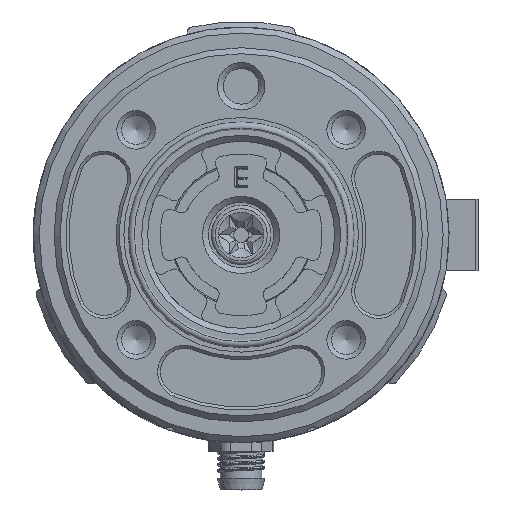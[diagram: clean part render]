
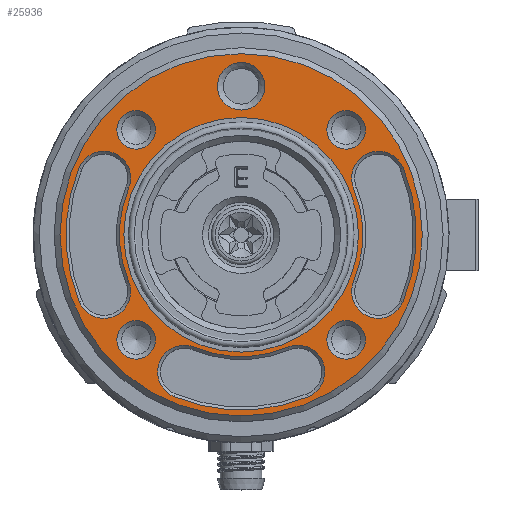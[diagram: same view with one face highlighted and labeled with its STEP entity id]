
A CAD part, top view. The second image highlights one B-rep face of the part: STEP entity #25936.
In plain terms, the highlighted planar face has unit normal (0, 0, 1).
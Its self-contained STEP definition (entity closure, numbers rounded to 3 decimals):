
#472=FACE_BOUND('',#4559,.T.);
#473=FACE_BOUND('',#4560,.T.);
#474=FACE_BOUND('',#4561,.T.);
#475=FACE_BOUND('',#4562,.T.);
#476=FACE_BOUND('',#4563,.T.);
#477=FACE_BOUND('',#4564,.T.);
#478=FACE_BOUND('',#4565,.T.);
#479=FACE_BOUND('',#4566,.T.);
#480=FACE_BOUND('',#4567,.T.);
#1000=CIRCLE('',#28136,20.5);
#1002=CIRCLE('',#28139,4.5);
#1004=CIRCLE('',#28142,29.5);
#1006=CIRCLE('',#28145,4.5);
#1010=CIRCLE('',#28152,30.5);
#1011=CIRCLE('',#28153,20.5);
#1012=CIRCLE('',#28154,4.5);
#1013=CIRCLE('',#28155,29.5);
#1014=CIRCLE('',#28156,4.5);
#1015=CIRCLE('',#28157,3.25);
#1016=CIRCLE('',#28158,3.25);
#1017=CIRCLE('',#28159,3.25);
#1018=CIRCLE('',#28160,3.25);
#1019=CIRCLE('',#28161,3.25);
#1020=CIRCLE('',#28162,3.25);
#1021=CIRCLE('',#28163,3.25);
#1022=CIRCLE('',#28164,3.25);
#1023=CIRCLE('',#28165,4.);
#1024=CIRCLE('',#28166,4.);
#1025=CIRCLE('',#28167,19.75);
#1026=CIRCLE('',#28168,20.5);
#1027=CIRCLE('',#28169,4.5);
#1028=CIRCLE('',#28170,29.5);
#1029=CIRCLE('',#28171,4.5);
#3045=FACE_OUTER_BOUND('',#4558,.T.);
#4558=EDGE_LOOP('',(#19316));
#4559=EDGE_LOOP('',(#19317,#19318,#19319,#19320));
#4560=EDGE_LOOP('',(#19321,#19322));
#4561=EDGE_LOOP('',(#19323,#19324));
#4562=EDGE_LOOP('',(#19325,#19326));
#4563=EDGE_LOOP('',(#19327,#19328));
#4564=EDGE_LOOP('',(#19329,#19330));
#4565=EDGE_LOOP('',(#19331));
#4566=EDGE_LOOP('',(#19332,#19333,#19334,#19335));
#4567=EDGE_LOOP('',(#19336,#19337,#19338,#19339));
#11209=VERTEX_POINT('',#41351);
#11210=VERTEX_POINT('',#41353);
#11213=VERTEX_POINT('',#41360);
#11215=VERTEX_POINT('',#41366);
#11219=VERTEX_POINT('',#41384);
#11220=VERTEX_POINT('',#41386);
#11221=VERTEX_POINT('',#41387);
#11222=VERTEX_POINT('',#41389);
#11223=VERTEX_POINT('',#41391);
#11224=VERTEX_POINT('',#41394);
#11225=VERTEX_POINT('',#41395);
#11226=VERTEX_POINT('',#41398);
#11227=VERTEX_POINT('',#41399);
#11228=VERTEX_POINT('',#41402);
#11229=VERTEX_POINT('',#41403);
#11230=VERTEX_POINT('',#41406);
#11231=VERTEX_POINT('',#41407);
#11232=VERTEX_POINT('',#41410);
#11233=VERTEX_POINT('',#41411);
#11234=VERTEX_POINT('',#41414);
#11235=VERTEX_POINT('',#41416);
#11236=VERTEX_POINT('',#41417);
#11237=VERTEX_POINT('',#41419);
#11238=VERTEX_POINT('',#41421);
#14207=EDGE_CURVE('',#11209,#11210,#1000,.T.);
#14211=EDGE_CURVE('',#11213,#11209,#1002,.T.);
#14214=EDGE_CURVE('',#11215,#11213,#1004,.T.);
#14216=EDGE_CURVE('',#11210,#11215,#1006,.T.);
#14223=EDGE_CURVE('',#11219,#11219,#1010,.T.);
#14224=EDGE_CURVE('',#11220,#11221,#1011,.T.);
#14225=EDGE_CURVE('',#11222,#11220,#1012,.T.);
#14226=EDGE_CURVE('',#11223,#11222,#1013,.T.);
#14227=EDGE_CURVE('',#11221,#11223,#1014,.T.);
#14228=EDGE_CURVE('',#11224,#11225,#1015,.T.);
#14229=EDGE_CURVE('',#11225,#11224,#1016,.T.);
#14230=EDGE_CURVE('',#11226,#11227,#1017,.T.);
#14231=EDGE_CURVE('',#11227,#11226,#1018,.T.);
#14232=EDGE_CURVE('',#11228,#11229,#1019,.T.);
#14233=EDGE_CURVE('',#11229,#11228,#1020,.T.);
#14234=EDGE_CURVE('',#11230,#11231,#1021,.T.);
#14235=EDGE_CURVE('',#11231,#11230,#1022,.T.);
#14236=EDGE_CURVE('',#11232,#11233,#1023,.T.);
#14237=EDGE_CURVE('',#11233,#11232,#1024,.T.);
#14238=EDGE_CURVE('',#11234,#11234,#1025,.T.);
#14239=EDGE_CURVE('',#11235,#11236,#1026,.T.);
#14240=EDGE_CURVE('',#11237,#11235,#1027,.T.);
#14241=EDGE_CURVE('',#11238,#11237,#1028,.T.);
#14242=EDGE_CURVE('',#11236,#11238,#1029,.T.);
#19316=ORIENTED_EDGE('',*,*,#14223,.F.);
#19317=ORIENTED_EDGE('',*,*,#14224,.F.);
#19318=ORIENTED_EDGE('',*,*,#14225,.F.);
#19319=ORIENTED_EDGE('',*,*,#14226,.F.);
#19320=ORIENTED_EDGE('',*,*,#14227,.F.);
#19321=ORIENTED_EDGE('',*,*,#14228,.T.);
#19322=ORIENTED_EDGE('',*,*,#14229,.T.);
#19323=ORIENTED_EDGE('',*,*,#14230,.T.);
#19324=ORIENTED_EDGE('',*,*,#14231,.T.);
#19325=ORIENTED_EDGE('',*,*,#14232,.T.);
#19326=ORIENTED_EDGE('',*,*,#14233,.T.);
#19327=ORIENTED_EDGE('',*,*,#14234,.T.);
#19328=ORIENTED_EDGE('',*,*,#14235,.T.);
#19329=ORIENTED_EDGE('',*,*,#14236,.T.);
#19330=ORIENTED_EDGE('',*,*,#14237,.T.);
#19331=ORIENTED_EDGE('',*,*,#14238,.T.);
#19332=ORIENTED_EDGE('',*,*,#14239,.F.);
#19333=ORIENTED_EDGE('',*,*,#14240,.F.);
#19334=ORIENTED_EDGE('',*,*,#14241,.F.);
#19335=ORIENTED_EDGE('',*,*,#14242,.F.);
#19336=ORIENTED_EDGE('',*,*,#14207,.F.);
#19337=ORIENTED_EDGE('',*,*,#14211,.F.);
#19338=ORIENTED_EDGE('',*,*,#14214,.F.);
#19339=ORIENTED_EDGE('',*,*,#14216,.F.);
#24925=PLANE('',#28151);
#25936=ADVANCED_FACE('',(#3045,#472,#473,#474,#475,#476,#477,#478,#479,
#480),#24925,.T.);
#28136=AXIS2_PLACEMENT_3D('',#41354,#32052,#32053);
#28139=AXIS2_PLACEMENT_3D('',#41362,#32060,#32061);
#28142=AXIS2_PLACEMENT_3D('',#41368,#32067,#32068);
#28145=AXIS2_PLACEMENT_3D('',#41371,#32073,#32074);
#28151=AXIS2_PLACEMENT_3D('',#41383,#32088,#32089);
#28152=AXIS2_PLACEMENT_3D('',#41385,#32090,#32091);
#28153=AXIS2_PLACEMENT_3D('',#41388,#32092,#32093);
#28154=AXIS2_PLACEMENT_3D('',#41390,#32094,#32095);
#28155=AXIS2_PLACEMENT_3D('',#41392,#32096,#32097);
#28156=AXIS2_PLACEMENT_3D('',#41393,#32098,#32099);
#28157=AXIS2_PLACEMENT_3D('',#41396,#32100,#32101);
#28158=AXIS2_PLACEMENT_3D('',#41397,#32102,#32103);
#28159=AXIS2_PLACEMENT_3D('',#41400,#32104,#32105);
#28160=AXIS2_PLACEMENT_3D('',#41401,#32106,#32107);
#28161=AXIS2_PLACEMENT_3D('',#41404,#32108,#32109);
#28162=AXIS2_PLACEMENT_3D('',#41405,#32110,#32111);
#28163=AXIS2_PLACEMENT_3D('',#41408,#32112,#32113);
#28164=AXIS2_PLACEMENT_3D('',#41409,#32114,#32115);
#28165=AXIS2_PLACEMENT_3D('',#41412,#32116,#32117);
#28166=AXIS2_PLACEMENT_3D('',#41413,#32118,#32119);
#28167=AXIS2_PLACEMENT_3D('',#41415,#32120,#32121);
#28168=AXIS2_PLACEMENT_3D('',#41418,#32122,#32123);
#28169=AXIS2_PLACEMENT_3D('',#41420,#32124,#32125);
#28170=AXIS2_PLACEMENT_3D('',#41422,#32126,#32127);
#28171=AXIS2_PLACEMENT_3D('',#41423,#32128,#32129);
#32052=DIRECTION('center_axis',(0.,0.,-1.));
#32053=DIRECTION('ref_axis',(-0.924,0.383,0.));
#32060=DIRECTION('center_axis',(0.,0.,1.));
#32061=DIRECTION('ref_axis',(-0.924,-0.383,0.));
#32067=DIRECTION('center_axis',(0.,0.,1.));
#32068=DIRECTION('ref_axis',(-0.924,0.383,0.));
#32073=DIRECTION('center_axis',(0.,0.,1.));
#32074=DIRECTION('ref_axis',(0.924,-0.383,0.));
#32088=DIRECTION('center_axis',(0.,0.,1.));
#32089=DIRECTION('ref_axis',(1.,0.,0.));
#32090=DIRECTION('center_axis',(0.,0.,-1.));
#32091=DIRECTION('ref_axis',(-1.,0.,0.));
#32092=DIRECTION('center_axis',(0.,0.,-1.));
#32093=DIRECTION('ref_axis',(0.924,-0.383,0.));
#32094=DIRECTION('center_axis',(0.,0.,1.));
#32095=DIRECTION('ref_axis',(0.924,0.383,0.));
#32096=DIRECTION('center_axis',(0.,0.,1.));
#32097=DIRECTION('ref_axis',(0.924,-0.383,0.));
#32098=DIRECTION('center_axis',(0.,0.,1.));
#32099=DIRECTION('ref_axis',(-0.924,0.383,0.));
#32100=DIRECTION('center_axis',(0.,0.,-1.));
#32101=DIRECTION('ref_axis',(1.,0.,0.));
#32102=DIRECTION('center_axis',(0.,0.,-1.));
#32103=DIRECTION('ref_axis',(1.,0.,0.));
#32104=DIRECTION('center_axis',(0.,0.,-1.));
#32105=DIRECTION('ref_axis',(1.,0.,0.));
#32106=DIRECTION('center_axis',(0.,0.,-1.));
#32107=DIRECTION('ref_axis',(1.,0.,0.));
#32108=DIRECTION('center_axis',(0.,0.,-1.));
#32109=DIRECTION('ref_axis',(1.,0.,0.));
#32110=DIRECTION('center_axis',(0.,0.,-1.));
#32111=DIRECTION('ref_axis',(1.,0.,0.));
#32112=DIRECTION('center_axis',(0.,0.,-1.));
#32113=DIRECTION('ref_axis',(1.,0.,0.));
#32114=DIRECTION('center_axis',(0.,0.,-1.));
#32115=DIRECTION('ref_axis',(1.,0.,0.));
#32116=DIRECTION('center_axis',(0.,0.,-1.));
#32117=DIRECTION('ref_axis',(1.,0.,0.));
#32118=DIRECTION('center_axis',(0.,0.,-1.));
#32119=DIRECTION('ref_axis',(1.,0.,0.));
#32120=DIRECTION('center_axis',(0.,0.,-1.));
#32121=DIRECTION('ref_axis',(-1.,0.,0.));
#32122=DIRECTION('center_axis',(0.,0.,-1.));
#32123=DIRECTION('ref_axis',(-0.383,-0.924,0.));
#32124=DIRECTION('center_axis',(0.,0.,1.));
#32125=DIRECTION('ref_axis',(0.383,-0.924,0.));
#32126=DIRECTION('center_axis',(0.,0.,1.));
#32127=DIRECTION('ref_axis',(-0.383,-0.924,0.));
#32128=DIRECTION('center_axis',(0.,0.,1.));
#32129=DIRECTION('ref_axis',(0.383,0.924,0.));
#41351=CARTESIAN_POINT('',(-18.94,-7.845,10.));
#41353=CARTESIAN_POINT('',(-18.94,7.845,10.));
#41354=CARTESIAN_POINT('Origin',(0.,0.,10.));
#41360=CARTESIAN_POINT('',(-27.254,-11.289,10.));
#41362=CARTESIAN_POINT('Origin',(-23.097,-9.567,10.));
#41366=CARTESIAN_POINT('',(-27.254,11.289,10.));
#41368=CARTESIAN_POINT('Origin',(0.,0.,10.));
#41371=CARTESIAN_POINT('Origin',(-23.097,9.567,10.));
#41383=CARTESIAN_POINT('Origin',(0.,0.,10.));
#41384=CARTESIAN_POINT('',(30.5,0.,10.));
#41385=CARTESIAN_POINT('Origin',(0.,0.,10.));
#41386=CARTESIAN_POINT('',(18.94,7.845,10.));
#41387=CARTESIAN_POINT('',(18.94,-7.845,10.));
#41388=CARTESIAN_POINT('Origin',(0.,0.,10.));
#41389=CARTESIAN_POINT('',(27.254,11.289,10.));
#41390=CARTESIAN_POINT('Origin',(23.097,9.567,10.));
#41391=CARTESIAN_POINT('',(27.254,-11.289,10.));
#41392=CARTESIAN_POINT('Origin',(0.,0.,10.));
#41393=CARTESIAN_POINT('Origin',(23.097,-9.567,10.));
#41394=CARTESIAN_POINT('',(20.928,-17.678,10.));
#41395=CARTESIAN_POINT('',(14.428,-17.678,10.));
#41396=CARTESIAN_POINT('Origin',(17.678,-17.678,10.));
#41397=CARTESIAN_POINT('Origin',(17.678,-17.678,10.));
#41398=CARTESIAN_POINT('',(-14.428,-17.678,10.));
#41399=CARTESIAN_POINT('',(-20.928,-17.678,10.));
#41400=CARTESIAN_POINT('Origin',(-17.678,-17.678,10.));
#41401=CARTESIAN_POINT('Origin',(-17.678,-17.678,10.));
#41402=CARTESIAN_POINT('',(-14.428,17.678,10.));
#41403=CARTESIAN_POINT('',(-20.928,17.678,10.));
#41404=CARTESIAN_POINT('Origin',(-17.678,17.678,10.));
#41405=CARTESIAN_POINT('Origin',(-17.678,17.678,10.));
#41406=CARTESIAN_POINT('',(20.928,17.678,10.));
#41407=CARTESIAN_POINT('',(14.428,17.678,10.));
#41408=CARTESIAN_POINT('Origin',(17.678,17.678,10.));
#41409=CARTESIAN_POINT('Origin',(17.678,17.678,10.));
#41410=CARTESIAN_POINT('',(4.,25.,10.));
#41411=CARTESIAN_POINT('',(-4.,25.,10.));
#41412=CARTESIAN_POINT('Origin',(0.,25.,10.));
#41413=CARTESIAN_POINT('Origin',(0.,25.,10.));
#41414=CARTESIAN_POINT('',(19.75,0.,10.));
#41415=CARTESIAN_POINT('Origin',(0.,0.,10.));
#41416=CARTESIAN_POINT('',(7.845,-18.94,10.));
#41417=CARTESIAN_POINT('',(-7.845,-18.94,10.));
#41418=CARTESIAN_POINT('Origin',(0.,0.,10.));
#41419=CARTESIAN_POINT('',(11.289,-27.254,10.));
#41420=CARTESIAN_POINT('Origin',(9.567,-23.097,10.));
#41421=CARTESIAN_POINT('',(-11.289,-27.254,10.));
#41422=CARTESIAN_POINT('Origin',(0.,0.,10.));
#41423=CARTESIAN_POINT('Origin',(-9.567,-23.097,10.));
